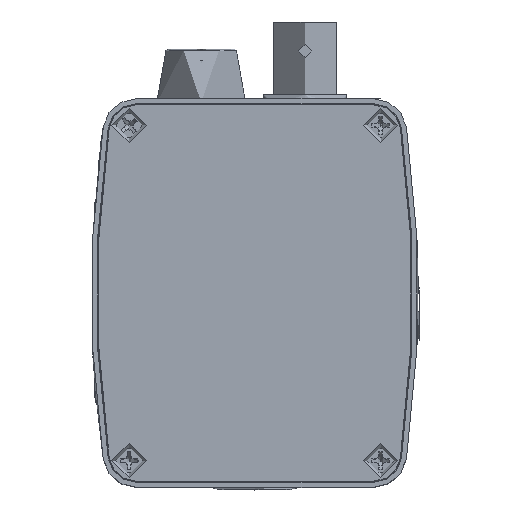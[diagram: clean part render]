
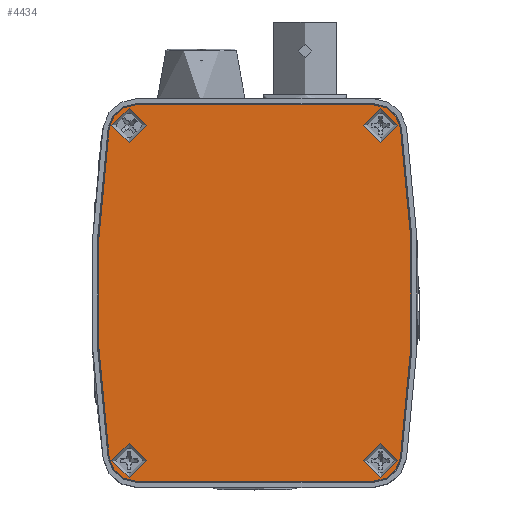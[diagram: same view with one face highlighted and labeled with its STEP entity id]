
A CAD part, top view. The second image highlights one B-rep face of the part: STEP entity #4434.
In plain terms, the highlighted planar face has unit normal (0, 0, 1).
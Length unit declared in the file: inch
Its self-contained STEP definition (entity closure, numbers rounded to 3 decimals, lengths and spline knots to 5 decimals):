
#858 = CARTESIAN_POINT ( 'NONE',  ( -0.64661, -0.81, 0.009 ) ) ;
#1037 = DIRECTION ( 'NONE',  ( 1., 0., 0. ) ) ;
#2183 = CARTESIAN_POINT ( 'NONE',  ( -0.86843, -0.79483, 0.009 ) ) ;
#4210 = AXIS2_PLACEMENT_3D ( 'NONE', #132545, #132171, #132141 ) ;
#4434 = ADVANCED_FACE ( 'NONE', ( #11633, #143389, #80246, #84828, #50502 ), #136089, .F. ) ;
#4565 = VERTEX_POINT ( 'NONE', #858 ) ;
#6445 = CARTESIAN_POINT ( 'NONE',  ( 0.85339, 1.19, 0.009 ) ) ;
#10510 = DIRECTION ( 'NONE',  ( 1., 0., 0. ) ) ;
#11633 = FACE_BOUND ( 'NONE', #140764, .T. ) ;
#18225 = AXIS2_PLACEMENT_3D ( 'NONE', #112207, #34913, #125206 ) ;
#20303 = EDGE_CURVE ( 'NONE', #4565, #4565, #32396, .T. ) ;
#20583 = DIRECTION ( 'NONE',  ( 0., 0., 1. ) ) ;
#22514 = CARTESIAN_POINT ( 'NONE',  ( -0.75, -0.81, 0.009 ) ) ;
#23101 = EDGE_CURVE ( 'NONE', #69192, #69192, #31719, .T. ) ;
#24685 = CARTESIAN_POINT ( 'NONE',  ( -0.75, 1.19, 0.009 ) ) ;
#26752 = ORIENTED_EDGE ( 'NONE', *, *, #23101, .F. ) ;
#28633 = VERTEX_POINT ( 'NONE', #45329 ) ;
#29735 = AXIS2_PLACEMENT_3D ( 'NONE', #97896, #20583, #110853 ) ;
#29792 = EDGE_CURVE ( 'NONE', #114644, #162567, #70769, .T. ) ;
#31719 = CIRCLE ( 'NONE', #56233, 0.10339 ) ;
#32396 = CIRCLE ( 'NONE', #32957, 0.10339 ) ;
#32957 = AXIS2_PLACEMENT_3D ( 'NONE', #22514, #112781, #35522 ) ;
#34152 = DIRECTION ( 'NONE',  ( 0., 0., 1. ) ) ;
#34913 = DIRECTION ( 'NONE',  ( 0., 0., 1. ) ) ;
#35522 = DIRECTION ( 'NONE',  ( 1., 0., 0. ) ) ;
#37698 = DIRECTION ( 'NONE',  ( 1., 0., 0. ) ) ;
#37738 = EDGE_CURVE ( 'NONE', #70923, #114550, #162004, .T. ) ;
#38499 = EDGE_LOOP ( 'NONE', ( #115608 ) ) ;
#39329 = CARTESIAN_POINT ( 'NONE',  ( -0.71, -0.7725, 0.009 ) ) ;
#41887 = DIRECTION ( 'NONE',  ( 0., 0., 1. ) ) ;
#42133 = EDGE_CURVE ( 'NONE', #134991, #71800, #116889, .T. ) ;
#44715 = VERTEX_POINT ( 'NONE', #135317 ) ;
#45329 = CARTESIAN_POINT ( 'NONE',  ( 0.85339, -0.81, 0.009 ) ) ;
#46969 = ORIENTED_EDGE ( 'NONE', *, *, #140621, .T. ) ;
#47945 = DIRECTION ( 'NONE',  ( 0., 0., 1. ) ) ;
#49604 = CIRCLE ( 'NONE', #55667, 0.10339 ) ;
#49996 = LINE ( 'NONE', #152472, #110605 ) ;
#50502 = FACE_OUTER_BOUND ( 'NONE', #123834, .T. ) ;
#52274 = DIRECTION ( 'NONE',  ( -1., 0., 0. ) ) ;
#55667 = AXIS2_PLACEMENT_3D ( 'NONE', #111412, #34152, #124447 ) ;
#56233 = AXIS2_PLACEMENT_3D ( 'NONE', #24685, #114928, #37698 ) ;
#64775 = EDGE_CURVE ( 'NONE', #160567, #44715, #49996, .T. ) ;
#65592 = AXIS2_PLACEMENT_3D ( 'NONE', #125299, #47945, #138309 ) ;
#66485 = CARTESIAN_POINT ( 'NONE',  ( -0.71, 1.3125, 0.009 ) ) ;
#66889 = VERTEX_POINT ( 'NONE', #6445 ) ;
#69192 = VERTEX_POINT ( 'NONE', #104145 ) ;
#69245 = CARTESIAN_POINT ( 'NONE',  ( 0.86843, 1.17483, 0.009 ) ) ;
#70216 = ORIENTED_EDGE ( 'NONE', *, *, #42133, .T. ) ;
#70615 = VECTOR ( 'NONE', #165103, 39.37008 ) ;
#70769 = LINE ( 'NONE', #99667, #70615 ) ;
#70923 = VERTEX_POINT ( 'NONE', #151025 ) ;
#71800 = VERTEX_POINT ( 'NONE', #69245 ) ;
#77509 = CIRCLE ( 'NONE', #90344, 0.16 ) ;
#78297 = DIRECTION ( 'NONE',  ( 0., 0., 1. ) ) ;
#80246 = FACE_BOUND ( 'NONE', #38499, .T. ) ;
#81235 = CARTESIAN_POINT ( 'NONE',  ( 0.86843, -0.79483, 0.009 ) ) ;
#82829 = EDGE_CURVE ( 'NONE', #162567, #70923, #92794, .T. ) ;
#84828 = FACE_BOUND ( 'NONE', #142140, .T. ) ;
#87841 = DIRECTION ( 'NONE',  ( 0., 0., 1. ) ) ;
#87945 = DIRECTION ( 'NONE',  ( 1., 0., 0. ) ) ;
#90344 = AXIS2_PLACEMENT_3D ( 'NONE', #39329, #129629, #52274 ) ;
#92498 = CIRCLE ( 'NONE', #65592, 0.16 ) ;
#92794 = CIRCLE ( 'NONE', #112212, 0.16 ) ;
#94188 = CARTESIAN_POINT ( 'NONE',  ( 0.71, 1.3125, 0.009 ) ) ;
#97412 = EDGE_CURVE ( 'NONE', #71800, #114644, #130485, .T. ) ;
#97493 = EDGE_CURVE ( 'NONE', #66889, #66889, #49604, .T. ) ;
#97896 = CARTESIAN_POINT ( 'NONE',  ( 0.71, 1.1525, 0.009 ) ) ;
#99667 = CARTESIAN_POINT ( 'NONE',  ( -0.71, 1.3125, 0.009 ) ) ;
#100848 = EDGE_CURVE ( 'NONE', #28633, #28633, #136636, .T. ) ;
#104145 = CARTESIAN_POINT ( 'NONE',  ( -0.64661, 1.19, 0.009 ) ) ;
#106541 = ORIENTED_EDGE ( 'NONE', *, *, #97493, .F. ) ;
#106603 = ORIENTED_EDGE ( 'NONE', *, *, #64775, .T. ) ;
#110605 = VECTOR ( 'NONE', #87945, 39.37008 ) ;
#110853 = DIRECTION ( 'NONE',  ( -1., 0., 0. ) ) ;
#111412 = CARTESIAN_POINT ( 'NONE',  ( 0.75, 1.19, 0.009 ) ) ;
#112207 = CARTESIAN_POINT ( 'NONE',  ( -6.11852, 0.19, 0.009 ) ) ;
#112212 = AXIS2_PLACEMENT_3D ( 'NONE', #119219, #41887, #132244 ) ;
#112781 = DIRECTION ( 'NONE',  ( 0., 0., 1. ) ) ;
#114550 = VERTEX_POINT ( 'NONE', #2183 ) ;
#114644 = VERTEX_POINT ( 'NONE', #94188 ) ;
#114928 = DIRECTION ( 'NONE',  ( 0., 0., 1. ) ) ;
#115608 = ORIENTED_EDGE ( 'NONE', *, *, #100848, .F. ) ;
#116889 = CIRCLE ( 'NONE', #18225, 7.05602 ) ;
#119219 = CARTESIAN_POINT ( 'NONE',  ( -0.71, 1.1525, 0.009 ) ) ;
#122884 = ORIENTED_EDGE ( 'NONE', *, *, #29792, .T. ) ;
#123834 = EDGE_LOOP ( 'NONE', ( #149872, #122884, #139748, #143447, #46969, #106603, #139327, #70216 ) ) ;
#124428 = CARTESIAN_POINT ( 'NONE',  ( -0.71, -0.9325, 0.009 ) ) ;
#124447 = DIRECTION ( 'NONE',  ( 1., 0., 0. ) ) ;
#125206 = DIRECTION ( 'NONE',  ( -1., 0., 0. ) ) ;
#125299 = CARTESIAN_POINT ( 'NONE',  ( 0.71, -0.7725, 0.009 ) ) ;
#127538 = AXIS2_PLACEMENT_3D ( 'NONE', #155851, #78297, #1037 ) ;
#129629 = DIRECTION ( 'NONE',  ( 0., 0., 1. ) ) ;
#130485 = CIRCLE ( 'NONE', #29735, 0.16 ) ;
#132141 = DIRECTION ( 'NONE',  ( -1., 0., 0. ) ) ;
#132171 = DIRECTION ( 'NONE',  ( 0., 0., -1. ) ) ;
#132244 = DIRECTION ( 'NONE',  ( 1., 0., 0. ) ) ;
#132545 = CARTESIAN_POINT ( 'NONE',  ( 0.71, 1.1525, 0.009 ) ) ;
#134991 = VERTEX_POINT ( 'NONE', #81235 ) ;
#135317 = CARTESIAN_POINT ( 'NONE',  ( 0.71, -0.9325, 0.009 ) ) ;
#136089 = PLANE ( 'NONE',  #4210 ) ;
#136636 = CIRCLE ( 'NONE', #127538, 0.10339 ) ;
#138309 = DIRECTION ( 'NONE',  ( 1., 0., 0. ) ) ;
#139327 = ORIENTED_EDGE ( 'NONE', *, *, #163893, .T. ) ;
#139748 = ORIENTED_EDGE ( 'NONE', *, *, #82829, .T. ) ;
#140621 = EDGE_CURVE ( 'NONE', #114550, #160567, #77509, .T. ) ;
#140764 = EDGE_LOOP ( 'NONE', ( #26752 ) ) ;
#141425 = EDGE_LOOP ( 'NONE', ( #106541 ) ) ;
#142140 = EDGE_LOOP ( 'NONE', ( #148343 ) ) ;
#143389 = FACE_BOUND ( 'NONE', #141425, .T. ) ;
#143447 = ORIENTED_EDGE ( 'NONE', *, *, #37738, .T. ) ;
#145555 = AXIS2_PLACEMENT_3D ( 'NONE', #165330, #87841, #10510 ) ;
#148343 = ORIENTED_EDGE ( 'NONE', *, *, #20303, .F. ) ;
#149872 = ORIENTED_EDGE ( 'NONE', *, *, #97412, .T. ) ;
#151025 = CARTESIAN_POINT ( 'NONE',  ( -0.86843, 1.17483, 0.009 ) ) ;
#152472 = CARTESIAN_POINT ( 'NONE',  ( -0.71, -0.9325, 0.009 ) ) ;
#155851 = CARTESIAN_POINT ( 'NONE',  ( 0.75, -0.81, 0.009 ) ) ;
#160567 = VERTEX_POINT ( 'NONE', #124428 ) ;
#162004 = CIRCLE ( 'NONE', #145555, 7.05602 ) ;
#162567 = VERTEX_POINT ( 'NONE', #66485 ) ;
#163893 = EDGE_CURVE ( 'NONE', #44715, #134991, #92498, .T. ) ;
#165103 = DIRECTION ( 'NONE',  ( -1., 0., 0. ) ) ;
#165330 = CARTESIAN_POINT ( 'NONE',  ( 6.11852, 0.19, 0.009 ) ) ;
